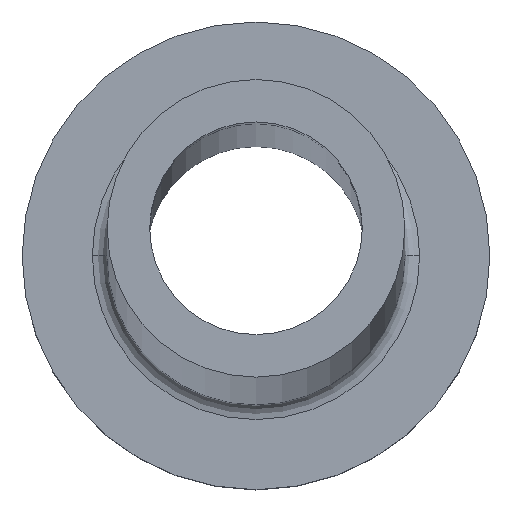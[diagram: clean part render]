
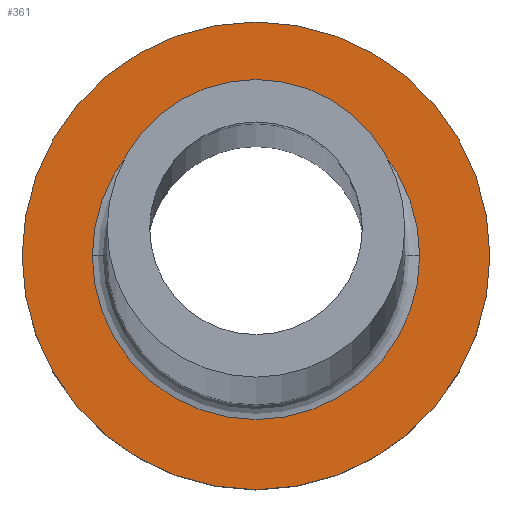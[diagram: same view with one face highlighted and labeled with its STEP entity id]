
A CAD part, top view. The second image highlights one B-rep face of the part: STEP entity #361.
In plain terms, the highlighted planar face has unit normal (0, 0, 1).
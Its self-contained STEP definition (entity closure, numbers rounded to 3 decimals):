
#1 = CIRCLE ( 'NONE', #281, 11. ) ;
#8 = DIRECTION ( 'NONE',  ( 1., 0., 0. ) ) ;
#20 = EDGE_CURVE ( 'NONE', #31, #138, #1, .T. ) ;
#31 = VERTEX_POINT ( 'NONE', #176 ) ;
#34 = AXIS2_PLACEMENT_3D ( 'NONE', #168, #132, #372 ) ;
#65 = CIRCLE ( 'NONE', #327, 7.7 ) ;
#68 = CARTESIAN_POINT ( 'NONE',  ( 0., 0., 7. ) ) ;
#72 = CARTESIAN_POINT ( 'NONE',  ( 0., 0., 7. ) ) ;
#86 = EDGE_LOOP ( 'NONE', ( #140, #347 ) ) ;
#87 = EDGE_CURVE ( 'NONE', #303, #178, #379, .T. ) ;
#96 = CARTESIAN_POINT ( 'NONE',  ( -7.7, 0., 7. ) ) ;
#98 = EDGE_CURVE ( 'NONE', #178, #303, #65, .T. ) ;
#125 = DIRECTION ( 'NONE',  ( 1., 0., 0. ) ) ;
#132 = DIRECTION ( 'NONE',  ( 0., 0., 1. ) ) ;
#138 = VERTEX_POINT ( 'NONE', #446 ) ;
#140 = ORIENTED_EDGE ( 'NONE', *, *, #265, .T. ) ;
#157 = DIRECTION ( 'NONE',  ( 0., 0., -1. ) ) ;
#164 = AXIS2_PLACEMENT_3D ( 'NONE', #68, #212, #352 ) ;
#168 = CARTESIAN_POINT ( 'NONE',  ( 0., 0., 7. ) ) ;
#169 = ORIENTED_EDGE ( 'NONE', *, *, #98, .T. ) ;
#176 = CARTESIAN_POINT ( 'NONE',  ( 11., 0., 7. ) ) ;
#178 = VERTEX_POINT ( 'NONE', #376 ) ;
#181 = CARTESIAN_POINT ( 'NONE',  ( 0., 0., 7. ) ) ;
#195 = AXIS2_PLACEMENT_3D ( 'NONE', #72, #295, #381 ) ;
#212 = DIRECTION ( 'NONE',  ( 0., 0., -1. ) ) ;
#214 = CARTESIAN_POINT ( 'NONE',  ( 0., 0., 7. ) ) ;
#215 = PLANE ( 'NONE',  #195 ) ;
#219 = FACE_OUTER_BOUND ( 'NONE', #86, .T. ) ;
#248 = DIRECTION ( 'NONE',  ( 0., 0., 1. ) ) ;
#258 = CIRCLE ( 'NONE', #34, 11. ) ;
#265 = EDGE_CURVE ( 'NONE', #138, #31, #258, .T. ) ;
#281 = AXIS2_PLACEMENT_3D ( 'NONE', #214, #248, #8 ) ;
#282 = ORIENTED_EDGE ( 'NONE', *, *, #87, .T. ) ;
#295 = DIRECTION ( 'NONE',  ( 0., 0., 1. ) ) ;
#303 = VERTEX_POINT ( 'NONE', #96 ) ;
#327 = AXIS2_PLACEMENT_3D ( 'NONE', #181, #157, #125 ) ;
#331 = FACE_BOUND ( 'NONE', #423, .T. ) ;
#347 = ORIENTED_EDGE ( 'NONE', *, *, #20, .T. ) ;
#352 = DIRECTION ( 'NONE',  ( 1., 0., 0. ) ) ;
#361 = ADVANCED_FACE ( 'NONE', ( #331, #219 ), #215, .T. ) ;
#372 = DIRECTION ( 'NONE',  ( 1., 0., 0. ) ) ;
#376 = CARTESIAN_POINT ( 'NONE',  ( 7.7, 0., 7. ) ) ;
#379 = CIRCLE ( 'NONE', #164, 7.7 ) ;
#381 = DIRECTION ( 'NONE',  ( 1., 0., 0. ) ) ;
#423 = EDGE_LOOP ( 'NONE', ( #169, #282 ) ) ;
#446 = CARTESIAN_POINT ( 'NONE',  ( -11., 0., 7. ) ) ;
